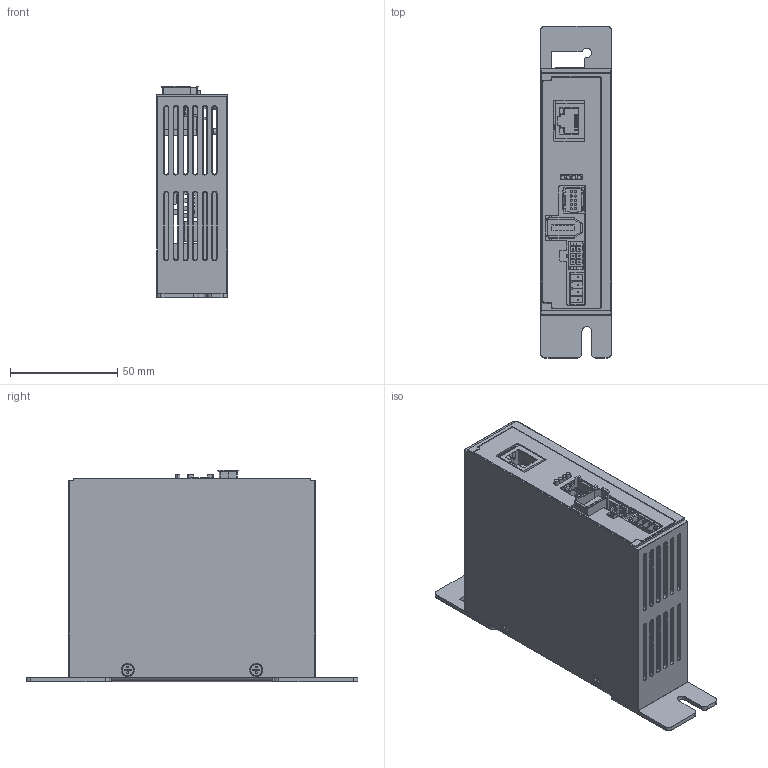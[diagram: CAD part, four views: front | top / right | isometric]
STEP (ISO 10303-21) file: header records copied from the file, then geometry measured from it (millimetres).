
FILE_DESCRIPTION (( 'STEP AP214' ), '1' );
FILE_NAME ('RM-CEM-55-TCP 驱控一体模块化微型控制器1.0.STEP', '2025-07-30T06:57:27', ( '' ), ( '' ), 'SwSTEP 2.0', 'SolidWorks 2019', '' );
FILE_SCHEMA (( 'AUTOMOTIVE_DESIGN' ));
Length unit declared in the file: millimetre
Products named in the file (16): USB諉諳; MSP04-CEM006 CEM諷秶ん俋褲醱啣泂02; MFT02-M3x6 坋趼麥芛蹟佪; 眻褒絳嫖翐CLH-02AB; MSP04-CEM007 CEM諷秶ん俋褲02; 盄勤盄蟀諉ん-C3030WR-2X3P; 20230812CEM-TCP盄繚啣-源偶01; IEEE 1394蟀諉ん XM-10R; MSP04-CEM010 CEM諷秶ん俋褲醱啣泂04; 三档; CEM-PCB°å02; 傷諳3; MSP01-CEM015 CEM控制器加长后盖03（钣金）; RM-CEM-55-TCP 驱控一体模块化微型控制器1.0; 眕怮諉諳; 盄勤啣蟀諉ん-A2012WR-F-2X5P
Assembly tree (22 placements, depth 3):
  RM-CEM-55-TCP 驱控一体模块化微型控制器1.0
    MSP04-CEM007 CEM諷秶ん俋褲02
    MSP04-CEM010 CEM諷秶ん俋褲醱啣泂04
    MSP04-CEM006 CEM諷秶ん俋褲醱啣泂02
    20230812CEM-TCP盄繚啣-源偶01
      CEM-PCB°å02
      傷諳3
      盄勤盄蟀諉ん-C3030WR-2X3P
      IEEE 1394蟀諉ん XM-10R
      盄勤啣蟀諉ん-A2012WR-F-2X5P
      眻褒絳嫖翐CLH-02AB
      三档
      USB諉諳
      眕怮諉諳
    MFT02-M3x6 坋趼麥芛蹟佪  x8
    MSP01-CEM015 CEM控制器加长后盖03（钣金）
Bounding box: 33 x 155 x 98.75 mm (x, y, z)
Volume: 83645.2 mm3; surface area: 106030.1 mm2
Topology: 21 solids, 21 shells, 1868 faces, 4735 edges, 2959 vertices
Faces by surface type: plane 1093, cylinder 431, bspline 141, cone 118, torus 70, sphere 15
Entity records: 51175 total; most frequent: CARTESIAN_POINT 12829, ORIENTED_EDGE 8054, DIRECTION 7348, EDGE_CURVE 4027, LINE 2732, VECTOR 2732, VERTEX_POINT 2553, AXIS2_PLACEMENT_3D 2308
